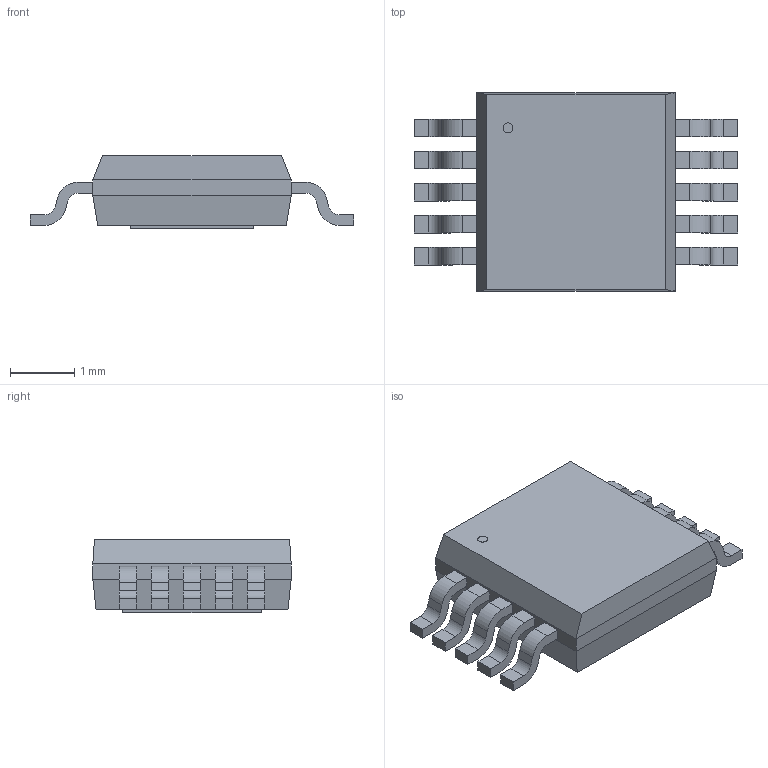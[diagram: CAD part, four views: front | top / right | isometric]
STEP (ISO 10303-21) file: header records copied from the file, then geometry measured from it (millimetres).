
FILE_DESCRIPTION(('STEP AP214'),'1');
FILE_NAME('MSOP-10_MSE-L','2019-12-17T20:54:26',(''),(''),'','','');
FILE_SCHEMA(('AUTOMOTIVE_DESIGN'));
Length unit declared in the file: millimetre
Products named in the file (1): product
Bounding box: 5.05 x 3.1 x 1.15 mm (x, y, z)
Volume: 0 mm3; surface area: 51.8 mm2
Topology: 1 solids, 161 shells, 163 faces, 803 edges, 802 vertices
Faces by surface type: plane 122, cylinder 41
Full cylindrical faces by diameter (mm): 0.155 x1
Entity records: 8912 total; most frequent: CARTESIAN_POINT 1769, VERTEX_POINT 1602, DIRECTION 1294, ORIENTED_EDGE 804, EDGE_CURVE 802, LINE 640, VECTOR 640, AXIS2_PLACEMENT_3D 327
